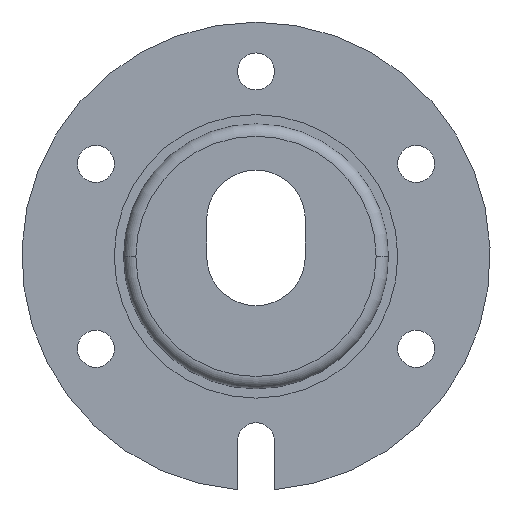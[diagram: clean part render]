
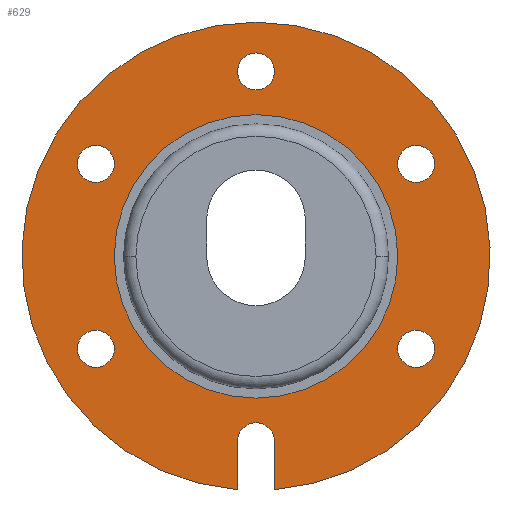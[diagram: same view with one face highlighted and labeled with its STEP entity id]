
A CAD part, left-side view. The second image highlights one B-rep face of the part: STEP entity #629.
In plain terms, the highlighted planar face has unit normal (-1, 0, 0).
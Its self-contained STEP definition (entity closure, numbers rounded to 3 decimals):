
#7=CARTESIAN_POINT('',(-2.75,0.,0.));
#8=DIRECTION('',(-1.,0.,0.));
#9=DIRECTION('',(0.,-0.079,-0.997));
#10=AXIS2_PLACEMENT_3D('',#7,#8,#9);
#93=CARTESIAN_POINT('',(-2.75,-25.981,-15.));
#94=DIRECTION('',(-1.,0.,0.));
#95=DIRECTION('',(0.,-1.,0.));
#96=AXIS2_PLACEMENT_3D('',#93,#94,#95);
#98=CARTESIAN_POINT('',(-2.75,-25.981,-15.));
#99=DIRECTION('',(-1.,0.,0.));
#100=DIRECTION('',(0.,1.,0.));
#101=AXIS2_PLACEMENT_3D('',#98,#99,#100);
#103=CARTESIAN_POINT('',(-2.75,-25.981,15.));
#104=DIRECTION('',(-1.,0.,0.));
#105=DIRECTION('',(0.,-1.,0.));
#106=AXIS2_PLACEMENT_3D('',#103,#104,#105);
#108=CARTESIAN_POINT('',(-2.75,-25.981,15.));
#109=DIRECTION('',(-1.,0.,0.));
#110=DIRECTION('',(0.,1.,0.));
#111=AXIS2_PLACEMENT_3D('',#108,#109,#110);
#113=CARTESIAN_POINT('',(-2.75,0.,30.));
#114=DIRECTION('',(-1.,0.,0.));
#115=DIRECTION('',(0.,-1.,0.));
#116=AXIS2_PLACEMENT_3D('',#113,#114,#115);
#118=CARTESIAN_POINT('',(-2.75,0.,30.));
#119=DIRECTION('',(-1.,0.,0.));
#120=DIRECTION('',(0.,1.,0.));
#121=AXIS2_PLACEMENT_3D('',#118,#119,#120);
#123=CARTESIAN_POINT('',(-2.75,25.981,15.));
#124=DIRECTION('',(-1.,0.,0.));
#125=DIRECTION('',(0.,-1.,0.));
#126=AXIS2_PLACEMENT_3D('',#123,#124,#125);
#128=CARTESIAN_POINT('',(-2.75,25.981,15.));
#129=DIRECTION('',(-1.,0.,0.));
#130=DIRECTION('',(0.,1.,0.));
#131=AXIS2_PLACEMENT_3D('',#128,#129,#130);
#133=CARTESIAN_POINT('',(-2.75,25.981,-15.));
#134=DIRECTION('',(-1.,0.,0.));
#135=DIRECTION('',(0.,-1.,0.));
#136=AXIS2_PLACEMENT_3D('',#133,#134,#135);
#138=CARTESIAN_POINT('',(-2.75,25.981,-15.));
#139=DIRECTION('',(-1.,0.,0.));
#140=DIRECTION('',(0.,1.,0.));
#141=AXIS2_PLACEMENT_3D('',#138,#139,#140);
#143=DIRECTION('',(0.,0.,1.));
#144=VECTOR('',#143,7.881);
#145=CARTESIAN_POINT('',(-2.75,3.,-37.881));
#146=LINE('',#145,#144);
#147=DIRECTION('',(0.,0.,-1.));
#148=VECTOR('',#147,7.881);
#149=CARTESIAN_POINT('',(-2.75,-3.,-30.));
#150=LINE('',#149,#148);
#151=CARTESIAN_POINT('',(-2.75,0.,-30.));
#152=DIRECTION('',(-1.,0.,0.));
#153=DIRECTION('',(0.,-1.,0.));
#154=AXIS2_PLACEMENT_3D('',#151,#152,#153);
#188=CARTESIAN_POINT('',(-2.75,0.,0.));
#189=DIRECTION('',(1.,0.,0.));
#190=DIRECTION('',(0.,1.,0.));
#191=AXIS2_PLACEMENT_3D('',#188,#189,#190);
#353=CARTESIAN_POINT('',(-2.75,0.,0.));
#354=DIRECTION('',(-1.,0.,0.));
#355=DIRECTION('',(0.,1.,0.));
#356=AXIS2_PLACEMENT_3D('',#353,#354,#355);
#378=CARTESIAN_POINT('',(-2.75,23.,0.));
#379=CARTESIAN_POINT('',(-2.75,-23.,0.));
#380=VERTEX_POINT('',#378);
#381=VERTEX_POINT('',#379);
#415=CARTESIAN_POINT('',(-2.75,22.981,-15.));
#417=VERTEX_POINT('',#415);
#419=CARTESIAN_POINT('',(-2.75,28.981,-15.));
#421=VERTEX_POINT('',#419);
#423=CARTESIAN_POINT('',(-2.75,22.981,15.));
#425=VERTEX_POINT('',#423);
#427=CARTESIAN_POINT('',(-2.75,28.981,15.));
#429=VERTEX_POINT('',#427);
#431=CARTESIAN_POINT('',(-2.75,-3.,30.));
#433=VERTEX_POINT('',#431);
#435=CARTESIAN_POINT('',(-2.75,3.,30.));
#437=VERTEX_POINT('',#435);
#439=CARTESIAN_POINT('',(-2.75,-28.981,15.));
#441=VERTEX_POINT('',#439);
#443=CARTESIAN_POINT('',(-2.75,-22.981,15.));
#445=VERTEX_POINT('',#443);
#447=CARTESIAN_POINT('',(-2.75,-28.981,-15.));
#449=VERTEX_POINT('',#447);
#451=CARTESIAN_POINT('',(-2.75,-22.981,-15.));
#453=VERTEX_POINT('',#451);
#454=CARTESIAN_POINT('',(-2.75,3.,-37.881));
#455=CARTESIAN_POINT('',(-2.75,3.,-30.));
#456=VERTEX_POINT('',#454);
#457=VERTEX_POINT('',#455);
#458=CARTESIAN_POINT('',(-2.75,-3.,-30.));
#459=CARTESIAN_POINT('',(-2.75,-3.,-37.881));
#460=VERTEX_POINT('',#458);
#461=VERTEX_POINT('',#459);
#581=CARTESIAN_POINT('',(-2.75,0.,0.));
#582=DIRECTION('',(1.,0.,0.));
#583=DIRECTION('',(0.,-1.,0.));
#584=AXIS2_PLACEMENT_3D('',#581,#582,#583);
#585=PLANE('',#584);
#587=ORIENTED_EDGE('',*,*,#586,.F.);
#588=ORIENTED_EDGE('',*,*,#495,.F.);
#590=ORIENTED_EDGE('',*,*,#589,.F.);
#592=ORIENTED_EDGE('',*,*,#591,.T.);
#593=EDGE_LOOP('',(#587,#588,#590,#592));
#594=FACE_OUTER_BOUND('',#593,.F.);
#596=ORIENTED_EDGE('',*,*,#595,.T.);
#598=ORIENTED_EDGE('',*,*,#597,.T.);
#599=EDGE_LOOP('',(#596,#598));
#600=FACE_BOUND('',#599,.F.);
#602=ORIENTED_EDGE('',*,*,#601,.T.);
#604=ORIENTED_EDGE('',*,*,#603,.T.);
#605=EDGE_LOOP('',(#602,#604));
#606=FACE_BOUND('',#605,.F.);
#608=ORIENTED_EDGE('',*,*,#607,.T.);
#610=ORIENTED_EDGE('',*,*,#609,.T.);
#611=EDGE_LOOP('',(#608,#610));
#612=FACE_BOUND('',#611,.F.);
#614=ORIENTED_EDGE('',*,*,#613,.T.);
#616=ORIENTED_EDGE('',*,*,#615,.T.);
#617=EDGE_LOOP('',(#614,#616));
#618=FACE_BOUND('',#617,.F.);
#620=ORIENTED_EDGE('',*,*,#619,.F.);
#622=ORIENTED_EDGE('',*,*,#621,.T.);
#623=EDGE_LOOP('',(#620,#622));
#624=FACE_BOUND('',#623,.F.);
#625=ORIENTED_EDGE('',*,*,#563,.T.);
#626=ORIENTED_EDGE('',*,*,#574,.T.);
#627=EDGE_LOOP('',(#625,#626));
#628=FACE_BOUND('',#627,.F.);
#629=ADVANCED_FACE('',(#594,#600,#606,#612,#618,#624,#628),#585,.F.);
#11=CIRCLE('',#10,38.);
#97=CIRCLE('',#96,3.);
#102=CIRCLE('',#101,3.);
#107=CIRCLE('',#106,3.);
#112=CIRCLE('',#111,3.);
#117=CIRCLE('',#116,3.);
#122=CIRCLE('',#121,3.);
#127=CIRCLE('',#126,3.);
#132=CIRCLE('',#131,3.);
#137=CIRCLE('',#136,3.);
#142=CIRCLE('',#141,3.);
#155=CIRCLE('',#154,3.);
#192=CIRCLE('',#191,23.);
#357=CIRCLE('',#356,23.);
#495=EDGE_CURVE('',#461,#456,#11,.T.);
#563=EDGE_CURVE('',#449,#453,#97,.T.);
#574=EDGE_CURVE('',#453,#449,#102,.T.);
#586=EDGE_CURVE('',#456,#457,#146,.T.);
#589=EDGE_CURVE('',#460,#461,#150,.T.);
#591=EDGE_CURVE('',#460,#457,#155,.T.);
#595=EDGE_CURVE('',#441,#445,#107,.T.);
#597=EDGE_CURVE('',#445,#441,#112,.T.);
#601=EDGE_CURVE('',#433,#437,#117,.T.);
#603=EDGE_CURVE('',#437,#433,#122,.T.);
#607=EDGE_CURVE('',#425,#429,#127,.T.);
#609=EDGE_CURVE('',#429,#425,#132,.T.);
#613=EDGE_CURVE('',#417,#421,#137,.T.);
#615=EDGE_CURVE('',#421,#417,#142,.T.);
#619=EDGE_CURVE('',#380,#381,#192,.T.);
#621=EDGE_CURVE('',#380,#381,#357,.T.);
